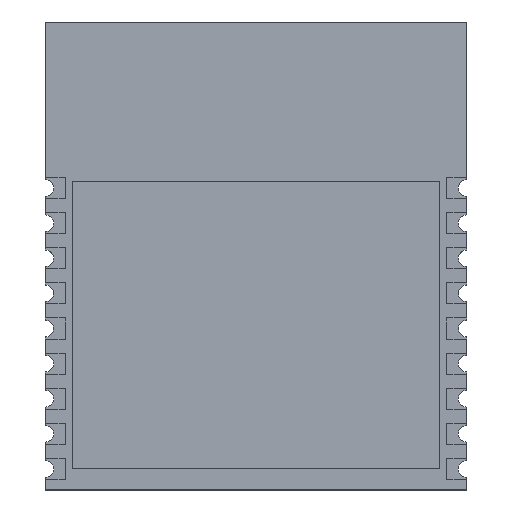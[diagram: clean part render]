
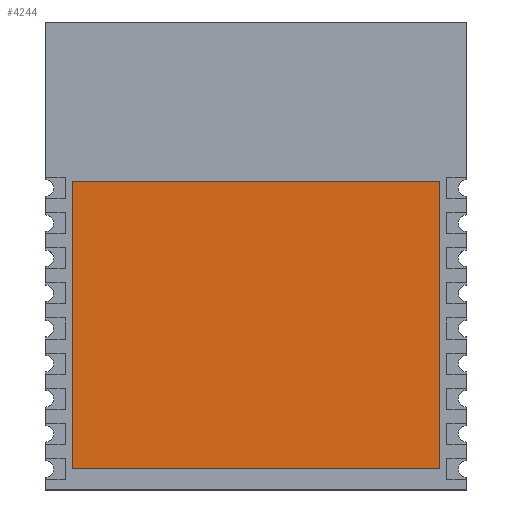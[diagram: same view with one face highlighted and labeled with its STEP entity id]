
A CAD part, top view. The second image highlights one B-rep face of the part: STEP entity #4244.
In plain terms, the highlighted free-form (B-spline) face has degree [1, 1] with [2, 2] control points.
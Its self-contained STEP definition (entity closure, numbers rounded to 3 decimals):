
#4205=CARTESIAN_POINT('',(-2.286,-5.733,3.2));
#4206=CARTESIAN_POINT('',(13.414,-5.733,3.2));
#4207=CARTESIAN_POINT('',(-2.286,6.567,3.2));
#4208=CARTESIAN_POINT('',(13.414,6.567,3.2));
#4209=B_SPLINE_SURFACE_WITH_KNOTS('',1,1,((#4205,#4207),(#4206,#4208)),.UNSPECIFIED.,.F.,.F.,.U.,(2,2),(2,2),(0.0,15.7),(0.0,12.3),.UNSPECIFIED.);
#4210=CARTESIAN_POINT('',(13.414,6.567,3.2));
#4211=VERTEX_POINT('',#4210);
#4212=CARTESIAN_POINT('',(13.414,-5.733,3.2));
#4213=VERTEX_POINT('',#4212);
#4214=CARTESIAN_POINT('',(13.414,6.567,3.2));
#4215=DIRECTION('',(0.0,-1.0,0.0));
#4216=VECTOR('',#4215,12.3);
#4217=LINE('',#4214,#4216);
#4218=EDGE_CURVE('',#4211,#4213,#4217,.T.);
#4219=ORIENTED_EDGE('',*,*,#4218,.F.);
#4220=CARTESIAN_POINT('',(-2.286,6.567,3.2));
#4221=VERTEX_POINT('',#4220);
#4222=CARTESIAN_POINT('',(-2.286,6.567,3.2));
#4223=DIRECTION('',(1.0,0.0,0.0));
#4224=VECTOR('',#4223,15.7);
#4225=LINE('',#4222,#4224);
#4226=EDGE_CURVE('',#4221,#4211,#4225,.T.);
#4227=ORIENTED_EDGE('',*,*,#4226,.F.);
#4228=CARTESIAN_POINT('',(-2.286,-5.733,3.2));
#4229=VERTEX_POINT('',#4228);
#4230=CARTESIAN_POINT('',(-2.286,-5.733,3.2));
#4231=DIRECTION('',(0.0,1.0,0.0));
#4232=VECTOR('',#4231,12.3);
#4233=LINE('',#4230,#4232);
#4234=EDGE_CURVE('',#4229,#4221,#4233,.T.);
#4235=ORIENTED_EDGE('',*,*,#4234,.F.);
#4236=CARTESIAN_POINT('',(13.414,-5.733,3.2));
#4237=DIRECTION('',(-1.0,0.0,0.0));
#4238=VECTOR('',#4237,15.7);
#4239=LINE('',#4236,#4238);
#4240=EDGE_CURVE('',#4213,#4229,#4239,.T.);
#4241=ORIENTED_EDGE('',*,*,#4240,.F.);
#4242=EDGE_LOOP('',(#4219,#4227,#4235,#4241));
#4243=FACE_OUTER_BOUND('',#4242,.T.);
#4244=ADVANCED_FACE('',(#4243),#4209,.T.);
